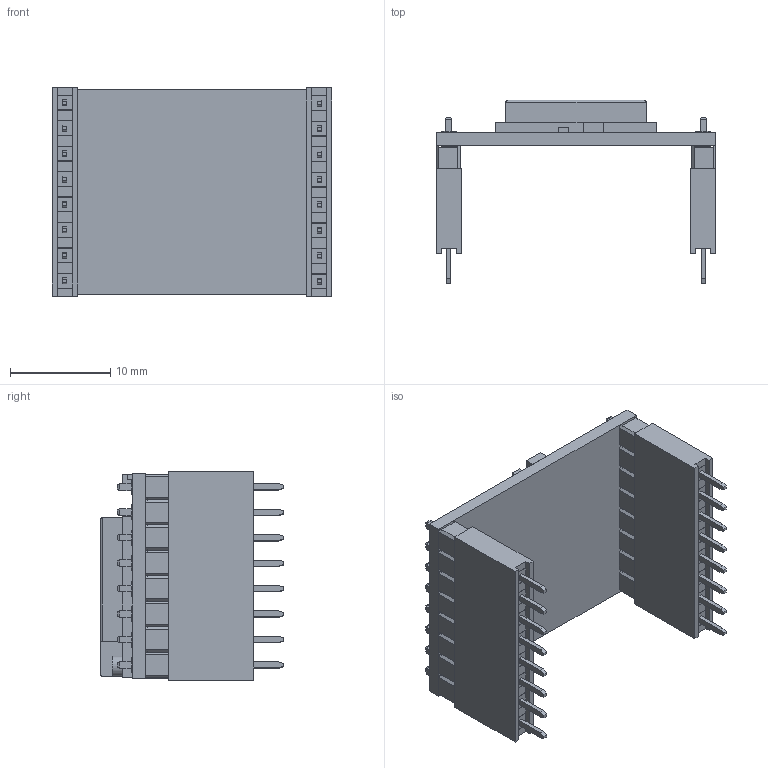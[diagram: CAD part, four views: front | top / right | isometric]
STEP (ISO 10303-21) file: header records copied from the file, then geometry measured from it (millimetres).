
FILE_DESCRIPTION(('FreeCAD Model'),'2;1');
FILE_NAME('Open CASCADE Shape Model','2024-07-20T13:09:27',(''),(''), 'Open CASCADE STEP processor 7.7','Ondsel','Unknown');
FILE_SCHEMA(('AUTOMOTIVE_DESIGN { 1 0 10303 214 1 1 1 1 }'));
Length unit declared in the file: millimetre
Products named in the file (12): Assembly; Part1; 8x_Male_Pin_2.54_mm; 1_Male_Pin_2.54_mm; 1_Male_Pin_2.54_mm001; 1_Male_Pin_2.54_mm002; 1_Male_Pin_2.54_mm003; 1_Male_Pin_2.54_mm004; 1_Male_Pin_2.54_mm005; 1_Male_Pin_2.54_mm006; 1_Male_Pin_2.54_mm007; ZL262-8S_P2-54_L20-8_W2-54_H8-5
Assembly tree (13 placements, depth 3):
  Assembly
    Part1
    8x_Male_Pin_2.54_mm  x2
      1_Male_Pin_2.54_mm
      1_Male_Pin_2.54_mm001
      1_Male_Pin_2.54_mm002
      1_Male_Pin_2.54_mm003
      1_Male_Pin_2.54_mm004
      1_Male_Pin_2.54_mm005
      1_Male_Pin_2.54_mm006
      1_Male_Pin_2.54_mm007
    ZL262-8S_P2-54_L20-8_W2-54_H8-5  x2
Bounding box: 27.9 x 18.3 x 20.87 mm (x, y, z)
Volume: 2509.1 mm3; surface area: 4622.5 mm2
Topology: 19 solids, 19 shells, 1162 faces, 2759 edges, 1753 vertices
Faces by surface type: plane 1058, cylinder 104
Entity records: 22750 total; most frequent: CARTESIAN_POINT 3255, ORIENTED_EDGE 3134, DIRECTION 3122, EDGE_CURVE 1567, LINE 1362, VECTOR 1362, VERTEX_POINT 1001, AXIS2_PLACEMENT_3D 880
